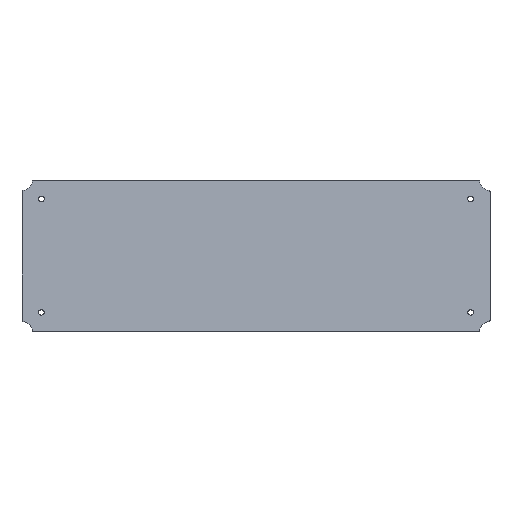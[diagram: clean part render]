
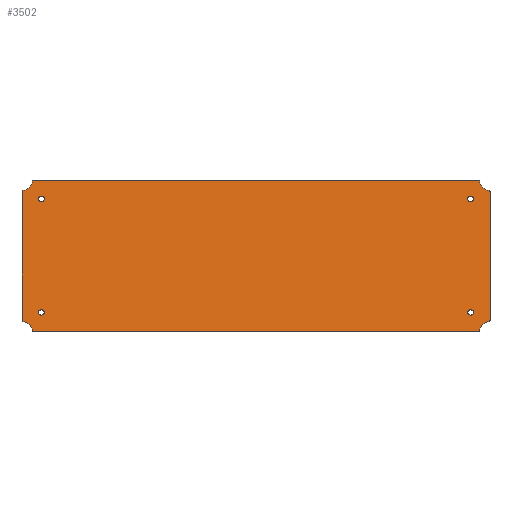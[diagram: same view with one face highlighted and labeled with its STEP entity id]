
A CAD part, top view. The second image highlights one B-rep face of the part: STEP entity #3502.
In plain terms, the highlighted planar face has unit normal (0, 0.104, 0.995).
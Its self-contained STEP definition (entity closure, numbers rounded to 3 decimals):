
#100=CIRCLE('',#3572,1.6);
#102=CIRCLE('',#3576,1.6);
#104=CIRCLE('',#3580,1.6);
#106=CIRCLE('',#3584,1.6);
#119=CIRCLE('',#3607,0.5);
#120=CIRCLE('',#3609,6.5);
#121=CIRCLE('',#3611,0.5);
#122=CIRCLE('',#3614,0.5);
#123=CIRCLE('',#3616,6.5);
#124=CIRCLE('',#3618,0.5);
#125=CIRCLE('',#3620,0.5);
#126=CIRCLE('',#3623,0.5);
#127=CIRCLE('',#3625,6.5);
#128=CIRCLE('',#3627,0.5);
#129=CIRCLE('',#3630,0.5);
#130=CIRCLE('',#3632,6.5);
#144=FACE_BOUND('',#580,.T.);
#145=FACE_BOUND('',#581,.T.);
#146=FACE_BOUND('',#582,.T.);
#147=FACE_BOUND('',#583,.T.);
#172=PLANE('',#3633);
#369=FACE_OUTER_BOUND('',#579,.T.);
#579=EDGE_LOOP('',(#3158,#3159,#3160,#3161,#3162,#3163,#3164,#3165,#3166,
#3167,#3168,#3169,#3170,#3171,#3172,#3173));
#580=EDGE_LOOP('',(#3174));
#581=EDGE_LOOP('',(#3175));
#582=EDGE_LOOP('',(#3176));
#583=EDGE_LOOP('',(#3177));
#767=LINE('',#7191,#969);
#773=LINE('',#7208,#975);
#779=LINE('',#7228,#981);
#784=LINE('',#7244,#986);
#969=VECTOR('',#3997,10.);
#975=VECTOR('',#4017,10.);
#981=VECTOR('',#4041,10.);
#986=VECTOR('',#4060,10.);
#1549=VERTEX_POINT('',#6652);
#1551=VERTEX_POINT('',#6660);
#1553=VERTEX_POINT('',#6668);
#1555=VERTEX_POINT('',#6676);
#1572=VERTEX_POINT('',#7188);
#1573=VERTEX_POINT('',#7190);
#1574=VERTEX_POINT('',#7194);
#1575=VERTEX_POINT('',#7198);
#1576=VERTEX_POINT('',#7202);
#1577=VERTEX_POINT('',#7206);
#1578=VERTEX_POINT('',#7210);
#1579=VERTEX_POINT('',#7214);
#1580=VERTEX_POINT('',#7218);
#1581=VERTEX_POINT('',#7222);
#1582=VERTEX_POINT('',#7226);
#1583=VERTEX_POINT('',#7230);
#1584=VERTEX_POINT('',#7234);
#1585=VERTEX_POINT('',#7238);
#1586=VERTEX_POINT('',#7242);
#1587=VERTEX_POINT('',#7246);
#2041=EDGE_CURVE('',#1549,#1549,#100,.F.);
#2045=EDGE_CURVE('',#1551,#1551,#102,.F.);
#2049=EDGE_CURVE('',#1553,#1553,#104,.F.);
#2053=EDGE_CURVE('',#1555,#1555,#106,.F.);
#2087=EDGE_CURVE('',#1573,#1572,#767,.T.);
#2090=EDGE_CURVE('',#1574,#1572,#119,.T.);
#2092=EDGE_CURVE('',#1574,#1575,#120,.T.);
#2094=EDGE_CURVE('',#1576,#1575,#121,.T.);
#2096=EDGE_CURVE('',#1576,#1577,#773,.T.);
#2098=EDGE_CURVE('',#1578,#1577,#122,.T.);
#2100=EDGE_CURVE('',#1578,#1579,#123,.T.);
#2102=EDGE_CURVE('',#1580,#1579,#124,.T.);
#2103=EDGE_CURVE('',#1573,#1581,#125,.T.);
#2106=EDGE_CURVE('',#1580,#1582,#779,.T.);
#2108=EDGE_CURVE('',#1583,#1582,#126,.T.);
#2110=EDGE_CURVE('',#1583,#1584,#127,.T.);
#2112=EDGE_CURVE('',#1585,#1584,#128,.T.);
#2114=EDGE_CURVE('',#1585,#1586,#784,.T.);
#2116=EDGE_CURVE('',#1587,#1586,#129,.T.);
#2117=EDGE_CURVE('',#1587,#1581,#130,.T.);
#3158=ORIENTED_EDGE('',*,*,#2103,.F.);
#3159=ORIENTED_EDGE('',*,*,#2087,.T.);
#3160=ORIENTED_EDGE('',*,*,#2090,.F.);
#3161=ORIENTED_EDGE('',*,*,#2092,.T.);
#3162=ORIENTED_EDGE('',*,*,#2094,.F.);
#3163=ORIENTED_EDGE('',*,*,#2096,.T.);
#3164=ORIENTED_EDGE('',*,*,#2098,.F.);
#3165=ORIENTED_EDGE('',*,*,#2100,.T.);
#3166=ORIENTED_EDGE('',*,*,#2102,.F.);
#3167=ORIENTED_EDGE('',*,*,#2106,.T.);
#3168=ORIENTED_EDGE('',*,*,#2108,.F.);
#3169=ORIENTED_EDGE('',*,*,#2110,.T.);
#3170=ORIENTED_EDGE('',*,*,#2112,.F.);
#3171=ORIENTED_EDGE('',*,*,#2114,.T.);
#3172=ORIENTED_EDGE('',*,*,#2116,.F.);
#3173=ORIENTED_EDGE('',*,*,#2117,.T.);
#3174=ORIENTED_EDGE('',*,*,#2041,.T.);
#3175=ORIENTED_EDGE('',*,*,#2045,.T.);
#3176=ORIENTED_EDGE('',*,*,#2049,.T.);
#3177=ORIENTED_EDGE('',*,*,#2053,.T.);
#3502=ADVANCED_FACE('',(#369,#144,#145,#146,#147),#172,.F.);
#3572=AXIS2_PLACEMENT_3D('',#6654,#3918,#3919);
#3576=AXIS2_PLACEMENT_3D('',#6662,#3928,#3929);
#3580=AXIS2_PLACEMENT_3D('',#6670,#3938,#3939);
#3584=AXIS2_PLACEMENT_3D('',#6678,#3948,#3949);
#3607=AXIS2_PLACEMENT_3D('',#7196,#4002,#4003);
#3609=AXIS2_PLACEMENT_3D('',#7200,#4007,#4008);
#3611=AXIS2_PLACEMENT_3D('',#7204,#4012,#4013);
#3614=AXIS2_PLACEMENT_3D('',#7212,#4021,#4022);
#3616=AXIS2_PLACEMENT_3D('',#7216,#4026,#4027);
#3618=AXIS2_PLACEMENT_3D('',#7220,#4031,#4032);
#3620=AXIS2_PLACEMENT_3D('',#7223,#4035,#4036);
#3623=AXIS2_PLACEMENT_3D('',#7232,#4045,#4046);
#3625=AXIS2_PLACEMENT_3D('',#7236,#4050,#4051);
#3627=AXIS2_PLACEMENT_3D('',#7240,#4055,#4056);
#3630=AXIS2_PLACEMENT_3D('',#7248,#4064,#4065);
#3632=AXIS2_PLACEMENT_3D('',#7250,#4068,#4069);
#3633=AXIS2_PLACEMENT_3D('',#7251,#4070,#4071);
#3918=DIRECTION('center_axis',(0.,0.105,0.995));
#3919=DIRECTION('ref_axis',(-1.,0.,0.));
#3928=DIRECTION('center_axis',(0.,0.105,0.995));
#3929=DIRECTION('ref_axis',(-1.,0.,0.));
#3938=DIRECTION('center_axis',(0.,0.105,0.995));
#3939=DIRECTION('ref_axis',(-1.,0.,0.));
#3948=DIRECTION('center_axis',(0.,0.105,0.995));
#3949=DIRECTION('ref_axis',(-1.,0.,0.));
#3997=DIRECTION('',(0.,-0.995,0.105));
#4002=DIRECTION('center_axis',(0.,-0.105,-0.995));
#4003=DIRECTION('ref_axis',(-0.756,-0.651,0.068));
#4007=DIRECTION('center_axis',(0.,-0.105,-0.995));
#4008=DIRECTION('ref_axis',(1.,0.,0.));
#4012=DIRECTION('center_axis',(0.,-0.105,-0.995));
#4013=DIRECTION('ref_axis',(-0.655,-0.752,0.079));
#4017=DIRECTION('',(1.,0.,0.));
#4021=DIRECTION('center_axis',(0.,-0.105,-0.995));
#4022=DIRECTION('ref_axis',(0.655,-0.752,0.079));
#4026=DIRECTION('center_axis',(0.,-0.105,-0.995));
#4027=DIRECTION('ref_axis',(1.,0.,0.));
#4031=DIRECTION('center_axis',(0.,-0.105,-0.995));
#4032=DIRECTION('ref_axis',(0.756,-0.651,0.068));
#4035=DIRECTION('center_axis',(0.,-0.105,-0.995));
#4036=DIRECTION('ref_axis',(-0.756,0.651,-0.068));
#4041=DIRECTION('',(0.,0.995,-0.105));
#4045=DIRECTION('center_axis',(0.,-0.105,-0.995));
#4046=DIRECTION('ref_axis',(0.756,0.651,-0.068));
#4050=DIRECTION('center_axis',(0.,-0.105,-0.995));
#4051=DIRECTION('ref_axis',(1.,0.,0.));
#4055=DIRECTION('center_axis',(0.,-0.105,-0.995));
#4056=DIRECTION('ref_axis',(0.655,0.752,-0.079));
#4060=DIRECTION('',(-1.,0.,0.));
#4064=DIRECTION('center_axis',(0.,-0.105,-0.995));
#4065=DIRECTION('ref_axis',(-0.655,0.752,-0.079));
#4068=DIRECTION('center_axis',(0.,-0.105,-0.995));
#4069=DIRECTION('ref_axis',(1.,0.,0.));
#4070=DIRECTION('center_axis',(0.,-0.105,-0.995));
#4071=DIRECTION('ref_axis',(1.,0.,0.));
#6652=CARTESIAN_POINT('',(-119.775,-35.751,10.929));
#6654=CARTESIAN_POINT('Origin',(-121.375,-35.751,10.929));
#6660=CARTESIAN_POINT('',(-119.775,28.427,4.184));
#6662=CARTESIAN_POINT('Origin',(-121.375,28.427,4.184));
#6668=CARTESIAN_POINT('',(122.975,-35.751,10.929));
#6670=CARTESIAN_POINT('Origin',(121.375,-35.751,10.929));
#6676=CARTESIAN_POINT('',(122.975,28.427,4.184));
#6678=CARTESIAN_POINT('Origin',(121.375,28.427,4.184));
#7188=CARTESIAN_POINT('',(-132.375,-40.297,11.407));
#7190=CARTESIAN_POINT('',(-132.375,32.679,3.737));
#7191=CARTESIAN_POINT('',(-132.375,14.65,5.632));
#7194=CARTESIAN_POINT('',(-131.946,-40.79,11.459));
#7196=CARTESIAN_POINT('Origin',(-131.875,-40.297,11.407));
#7198=CARTESIAN_POINT('',(-126.442,-46.264,12.034));
#7200=CARTESIAN_POINT('Origin',(-132.875,-47.188,12.131));
#7202=CARTESIAN_POINT('',(-125.947,-46.69,12.079));
#7204=CARTESIAN_POINT('Origin',(-125.947,-46.193,12.027));
#7206=CARTESIAN_POINT('',(125.947,-46.69,12.079));
#7208=CARTESIAN_POINT('',(-63.313,-46.69,12.079));
#7210=CARTESIAN_POINT('',(126.442,-46.264,12.034));
#7212=CARTESIAN_POINT('Origin',(125.947,-46.193,12.027));
#7214=CARTESIAN_POINT('',(131.946,-40.79,11.459));
#7216=CARTESIAN_POINT('Origin',(132.875,-47.188,12.131));
#7218=CARTESIAN_POINT('',(132.375,-40.297,11.407));
#7220=CARTESIAN_POINT('Origin',(131.875,-40.297,11.407));
#7222=CARTESIAN_POINT('',(-131.946,33.171,3.685));
#7223=CARTESIAN_POINT('Origin',(-131.875,32.679,3.737));
#7226=CARTESIAN_POINT('',(132.375,32.679,3.737));
#7228=CARTESIAN_POINT('',(132.375,-22.512,9.538));
#7230=CARTESIAN_POINT('',(131.946,33.171,3.685));
#7232=CARTESIAN_POINT('Origin',(131.875,32.679,3.737));
#7234=CARTESIAN_POINT('',(126.442,38.646,3.11));
#7236=CARTESIAN_POINT('Origin',(132.875,39.569,3.013));
#7238=CARTESIAN_POINT('',(125.947,39.072,3.065));
#7240=CARTESIAN_POINT('Origin',(125.947,38.575,3.117));
#7242=CARTESIAN_POINT('',(-125.947,39.072,3.065));
#7244=CARTESIAN_POINT('',(63.313,39.072,3.065));
#7246=CARTESIAN_POINT('',(-126.442,38.646,3.11));
#7248=CARTESIAN_POINT('Origin',(-125.947,38.575,3.117));
#7250=CARTESIAN_POINT('Origin',(-132.875,39.569,3.013));
#7251=CARTESIAN_POINT('Origin',(0.,-4.053,
7.598));
